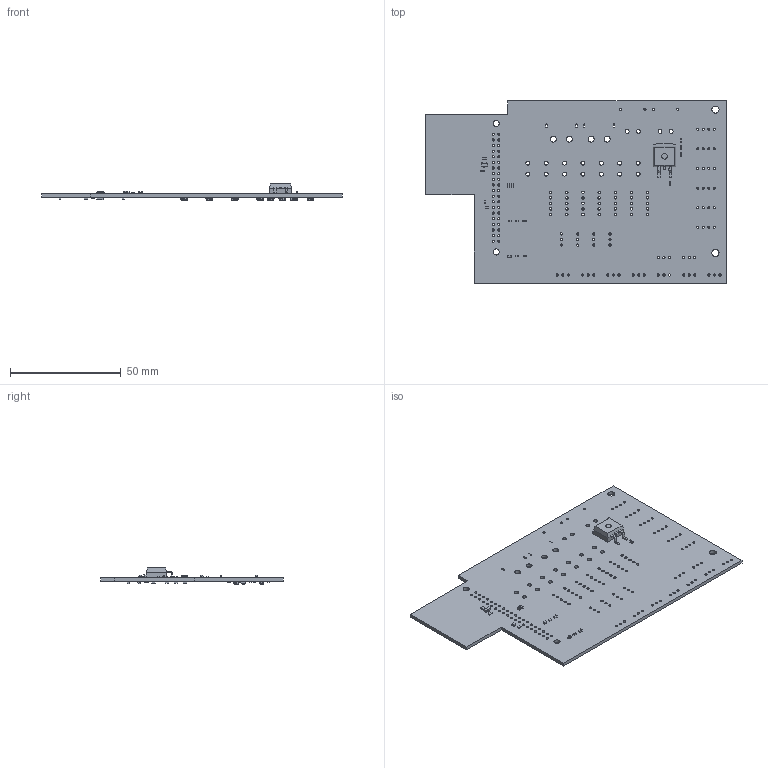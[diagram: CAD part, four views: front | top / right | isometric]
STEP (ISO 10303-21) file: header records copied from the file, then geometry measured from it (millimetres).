
FILE_DESCRIPTION(('KiCad electronic assembly'),'2;1');
FILE_NAME('mainControllerGRRMainFInal2.step','2023-11-01T12:34:04',( 'Pcbnew'),('Kicad'),'Open CASCADE STEP processor 7.7', 'KiCad to STEP converter','Unknown');
FILE_SCHEMA(('AUTOMOTIVE_DESIGN { 1 0 10303 214 1 1 1 1 }'));
Length unit declared in the file: millimetre
Products named in the file (12): mainControllerGRRMainFInal2 1; C_0603_1608Metric; SOLID; R_0603_1608Metric; LED_0603_1608Metric; TO-263-2; COMPOUND; SOT-23; mainControllerGRR PCB
Assembly tree (60 placements, depth 3):
  mainControllerGRRMainFInal2 1
    C_0603_1608Metric  x14
      SOLID
    R_0603_1608Metric  x24
      SOLID
    LED_0603_1608Metric  x6
      SOLID
    TO-263-2
      COMPOUND
    SOT-23  x9
      SOLID
    mainControllerGRR PCB
Bounding box: 135.82 x 82.3 x 7.3 mm (x, y, z)
Volume: 16109 mm3; surface area: 22376.4 mm2
Topology: 59 solids, 59 shells, 2337 faces, 6028 edges, 3844 vertices
Faces by surface type: plane 1401, cylinder 693, bspline 243
Full cylindrical faces by diameter (mm): 0.9 x24, 1 x43, 1.016 x40, 1.1 x35, 1.7 x4, 1.8 x14, 2.5 x1, 2.7 x4, 2.75 x2, 3.2 x2
Entity records: 38665 total; most frequent: CARTESIAN_POINT 8321, DIRECTION 5336, LINE 3317, VECTOR 3317, ORIENTED_EDGE 2846, PCURVE 2846, DEFINITIONAL_REPRESENTATION 2846, EDGE_CURVE 1423
